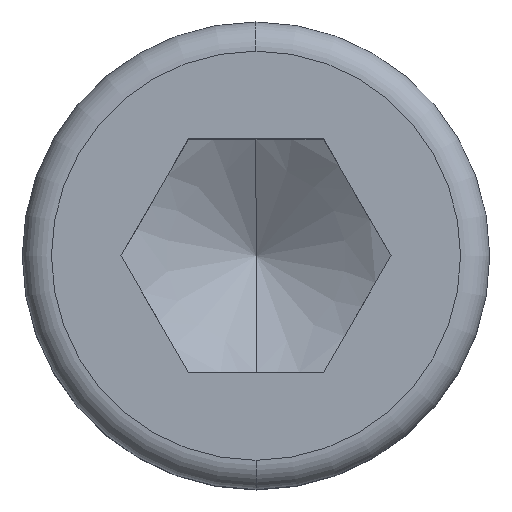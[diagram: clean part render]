
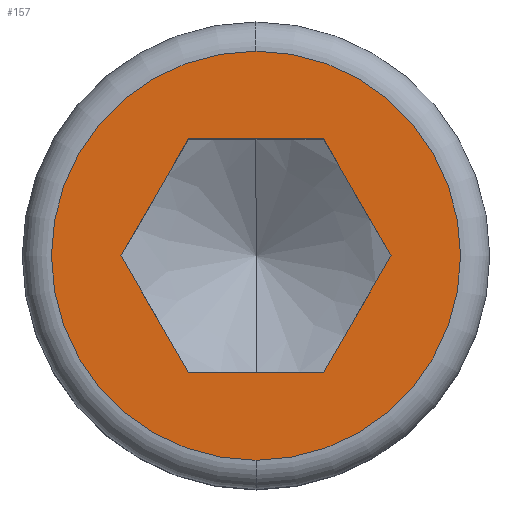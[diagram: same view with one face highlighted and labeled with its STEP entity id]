
A CAD part, top view. The second image highlights one B-rep face of the part: STEP entity #157.
In plain terms, the highlighted planar face has unit normal (0, 0, 1).
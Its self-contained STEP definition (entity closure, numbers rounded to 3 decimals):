
#153=EDGE_CURVE('',#265,#203,#382,.T.);
#157=ADVANCED_FACE('',(#386,#387),#388,.T.);
#177=EDGE_CURVE('',#207,#261,#411,.T.);
#193=VERTEX_POINT('',#430);
#195=EDGE_CURVE('',#287,#257,#432,.T.);
#203=VERTEX_POINT('',#440);
#207=VERTEX_POINT('',#445);
#253=EDGE_CURVE('',#257,#265,#496,.T.);
#257=VERTEX_POINT('',#501);
#261=VERTEX_POINT('',#505);
#265=VERTEX_POINT('',#509);
#277=EDGE_CURVE('',#323,#287,#522,.T.);
#287=VERTEX_POINT('',#532);
#293=EDGE_CURVE('',#203,#193,#539,.T.);
#313=EDGE_CURVE('',#193,#323,#561,.T.);
#323=VERTEX_POINT('',#573);
#329=EDGE_CURVE('',#261,#207,#579,.T.);
#382=LINE('',#632,#633);
#386=FACE_BOUND('',#638,.T.);
#387=FACE_OUTER_BOUND('',#639,.T.);
#388=PLANE('',#640);
#411=CIRCLE('',#670,7.0);
#430=CARTESIAN_POINT('',(2.31,-4.001,10.));
#432=LINE('',#704,#705);
#440=CARTESIAN_POINT('',(4.62,0.,10.));
#445=CARTESIAN_POINT('',(0.,-7.,10.));
#496=LINE('',#818,#819);
#501=CARTESIAN_POINT('',(-2.31,4.001,10.));
#505=CARTESIAN_POINT('',(0.,7.,10.));
#509=CARTESIAN_POINT('',(2.31,4.001,10.));
#522=LINE('',#851,#852);
#532=CARTESIAN_POINT('',(-4.62,0.,10.));
#539=LINE('',#878,#879);
#561=LINE('',#917,#918);
#573=CARTESIAN_POINT('',(-2.31,-4.001,10.));
#579=CIRCLE('',#959,7.0);
#632=CARTESIAN_POINT('',(4.043,1.,10.));
#633=VECTOR('',#1009,1.0);
#638=EDGE_LOOP('',(#1014,#1015,#1016,#1017,#1018,#1019));
#639=EDGE_LOOP('',(#1020,#1021));
#640=AXIS2_PLACEMENT_3D('',#1022,#1023,#1024);
#670=AXIS2_PLACEMENT_3D('',#1055,#1056,#1057);
#704=CARTESIAN_POINT('',(-2.888,3.001,10.));
#705=VECTOR('',#1089,1.0);
#818=CARTESIAN_POINT('',(1.155,4.001,10.));
#819=VECTOR('',#1146,1.0);
#851=CARTESIAN_POINT('',(-4.043,-1.,10.));
#852=VECTOR('',#1170,1.0);
#878=CARTESIAN_POINT('',(2.888,-3.001,10.));
#879=VECTOR('',#1188,1.0);
#917=CARTESIAN_POINT('',(-1.155,-4.001,10.));
#918=VECTOR('',#1216,1.0);
#959=AXIS2_PLACEMENT_3D('',#1234,#1235,#1236);
#1009=DIRECTION('',(0.5,-0.866,0.0));
#1014=ORIENTED_EDGE('',*,*,#277,.T.);
#1015=ORIENTED_EDGE('',*,*,#195,.T.);
#1016=ORIENTED_EDGE('',*,*,#253,.T.);
#1017=ORIENTED_EDGE('',*,*,#153,.T.);
#1018=ORIENTED_EDGE('',*,*,#293,.T.);
#1019=ORIENTED_EDGE('',*,*,#313,.T.);
#1020=ORIENTED_EDGE('',*,*,#177,.T.);
#1021=ORIENTED_EDGE('',*,*,#329,.T.);
#1022=CARTESIAN_POINT('',(0.,-6.31,10.));
#1023=DIRECTION('',(0.0,0.0,1.0));
#1024=DIRECTION('',(0.,-1.0,0.0));
#1055=CARTESIAN_POINT('',(0.,0.,10.));
#1056=DIRECTION('',(0.0,0.0,1.0));
#1057=DIRECTION('',(-1.0,0.0,0.0));
#1089=DIRECTION('',(0.5,0.866,0.0));
#1146=DIRECTION('',(1.0,0.0,0.0));
#1170=DIRECTION('',(-0.5,0.866,0.0));
#1188=DIRECTION('',(-0.5,-0.866,0.0));
#1216=DIRECTION('',(-1.0,0.0,0.0));
#1234=CARTESIAN_POINT('',(0.,0.,10.));
#1235=DIRECTION('',(0.0,0.0,1.0));
#1236=DIRECTION('',(-1.0,0.0,0.0));
